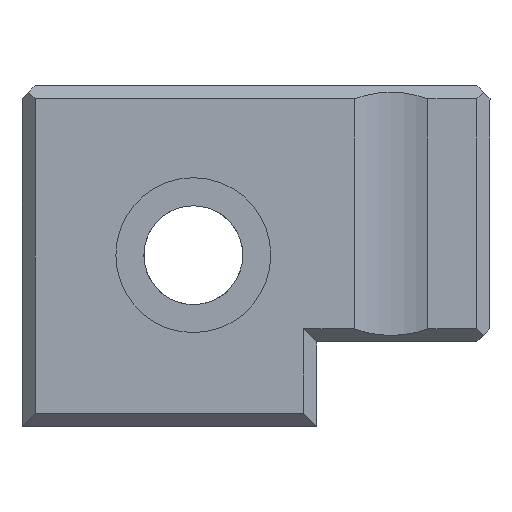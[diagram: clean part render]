
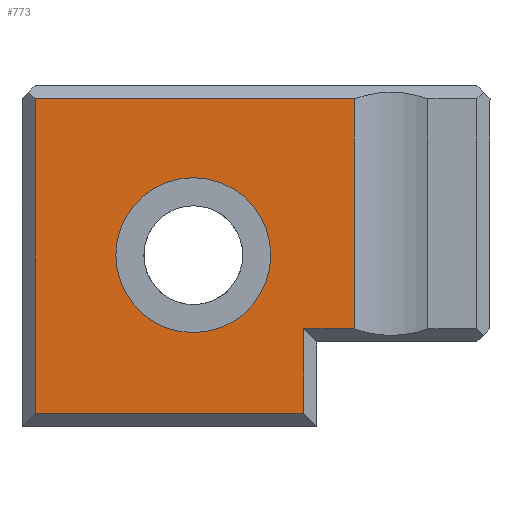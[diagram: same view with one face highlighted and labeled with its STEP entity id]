
A CAD part, front view. The second image highlights one B-rep face of the part: STEP entity #773.
In plain terms, the highlighted planar face has unit normal (0, -1, 0).
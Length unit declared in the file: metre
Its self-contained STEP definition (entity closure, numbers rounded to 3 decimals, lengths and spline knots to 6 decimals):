
#18=CIRCLE('',#833,0.00235);
#78=ORIENTED_EDGE('',*,*,#301,.F.);
#79=ORIENTED_EDGE('',*,*,#302,.T.);
#80=ORIENTED_EDGE('',*,*,#303,.T.);
#81=ORIENTED_EDGE('',*,*,#304,.T.);
#82=ORIENTED_EDGE('',*,*,#289,.T.);
#83=ORIENTED_EDGE('',*,*,#305,.T.);
#84=ORIENTED_EDGE('',*,*,#306,.T.);
#289=EDGE_CURVE('',#402,#403,#473,.T.);
#301=EDGE_CURVE('',#411,#411,#18,.T.);
#302=EDGE_CURVE('',#412,#413,#483,.T.);
#303=EDGE_CURVE('',#413,#414,#484,.T.);
#304=EDGE_CURVE('',#414,#402,#485,.T.);
#305=EDGE_CURVE('',#403,#415,#486,.T.);
#306=EDGE_CURVE('',#415,#412,#487,.T.);
#402=VERTEX_POINT('',#1134);
#403=VERTEX_POINT('',#1135);
#411=VERTEX_POINT('',#1158);
#412=VERTEX_POINT('',#1160);
#413=VERTEX_POINT('',#1161);
#414=VERTEX_POINT('',#1163);
#415=VERTEX_POINT('',#1166);
#473=LINE('',#1133,#567);
#483=LINE('',#1159,#577);
#484=LINE('',#1162,#578);
#485=LINE('',#1164,#579);
#486=LINE('',#1165,#580);
#487=LINE('',#1167,#581);
#567=VECTOR('',#911,1.);
#577=VECTOR('',#933,1.);
#578=VECTOR('',#934,1.);
#579=VECTOR('',#935,1.);
#580=VECTOR('',#936,1.);
#581=VECTOR('',#937,1.);
#649=EDGE_LOOP('',(#78));
#650=EDGE_LOOP('',(#79,#80,#81,#82,#83,#84));
#694=FACE_BOUND('',#649,.T.);
#695=FACE_BOUND('',#650,.T.);
#736=PLANE('',#832);
#773=ADVANCED_FACE('',(#694,#695),#736,.T.);
#832=AXIS2_PLACEMENT_3D('',#1156,#929,#930);
#833=AXIS2_PLACEMENT_3D('',#1157,#931,#932);
#911=DIRECTION('',(0.,0.,1.));
#929=DIRECTION('',(0.,-1.,0.));
#930=DIRECTION('',(0.,0.,1.));
#931=DIRECTION('',(0.,-1.,0.));
#932=DIRECTION('',(1.,0.,0.));
#933=DIRECTION('',(1.,0.,0.));
#934=DIRECTION('',(0.,0.,1.));
#935=DIRECTION('',(1.,0.,0.));
#936=DIRECTION('',(-1.,0.,0.));
#937=DIRECTION('',(0.,0.,-1.));
#1133=CARTESIAN_POINT('',(0.022997,-0.07523,-0.022484));
#1134=CARTESIAN_POINT('',(0.022997,-0.07523,-0.031862));
#1135=CARTESIAN_POINT('',(0.022997,-0.07523,-0.024884));
#1156=CARTESIAN_POINT('',(0.03211,-0.07523,-0.059484));
#1157=CARTESIAN_POINT('',(0.018108,-0.07523,-0.029628));
#1158=CARTESIAN_POINT('',(0.020458,-0.07523,-0.029628));
#1159=CARTESIAN_POINT('',(0.022997,-0.07523,-0.034421));
#1160=CARTESIAN_POINT('',(0.01331,-0.07523,-0.034421));
#1161=CARTESIAN_POINT('',(0.02146,-0.07523,-0.034421));
#1162=CARTESIAN_POINT('',(0.02146,-0.07523,-0.032262));
#1163=CARTESIAN_POINT('',(0.02146,-0.07523,-0.031862));
#1164=CARTESIAN_POINT('',(0.03211,-0.07523,-0.031862));
#1165=CARTESIAN_POINT('',(0.03211,-0.07523,-0.024884));
#1166=CARTESIAN_POINT('',(0.01331,-0.07523,-0.024884));
#1167=CARTESIAN_POINT('',(0.01331,-0.07523,-0.034821));
